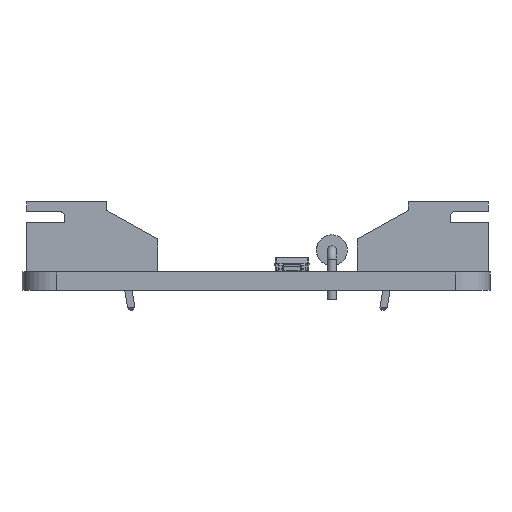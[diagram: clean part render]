
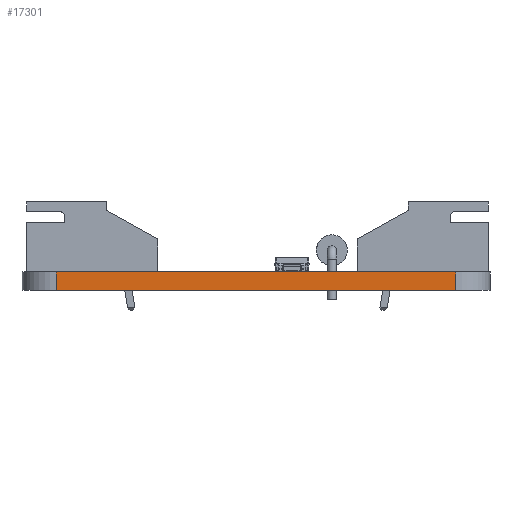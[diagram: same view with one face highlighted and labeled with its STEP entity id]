
A CAD part, left-side view. The second image highlights one B-rep face of the part: STEP entity #17301.
In plain terms, the highlighted planar face has unit normal (-1, 0, 0).
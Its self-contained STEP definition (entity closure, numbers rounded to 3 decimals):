
#15247 = CYLINDRICAL_SURFACE('',#15248,3.);
#15248 = AXIS2_PLACEMENT_3D('',#15249,#15250,#15251);
#15249 = CARTESIAN_POINT('',(126.,-68.,0.));
#15250 = DIRECTION('',(-0.,-0.,-1.));
#15251 = DIRECTION('',(1.,0.,-0.));
#15275 = PLANE('',#15276);
#15276 = AXIS2_PLACEMENT_3D('',#15277,#15278,#15279);
#15277 = CARTESIAN_POINT('',(146.,-50.5,1.6));
#15278 = DIRECTION('',(0.,0.,1.));
#15279 = DIRECTION('',(1.,0.,-0.));
#15329 = PLANE('',#15330);
#15330 = AXIS2_PLACEMENT_3D('',#15331,#15332,#15333);
#15331 = CARTESIAN_POINT('',(146.,-50.5,0.));
#15332 = DIRECTION('',(0.,0.,1.));
#15333 = DIRECTION('',(1.,0.,-0.));
#15344 = EDGE_CURVE('',#15345,#15347,#15349,.T.);
#15345 = VERTEX_POINT('',#15346);
#15346 = CARTESIAN_POINT('',(123.,-68.,0.));
#15347 = VERTEX_POINT('',#15348);
#15348 = CARTESIAN_POINT('',(123.,-68.,1.6));
#15349 = SURFACE_CURVE('',#15350,(#15354,#15361),.PCURVE_S1.);
#15350 = LINE('',#15351,#15352);
#15351 = CARTESIAN_POINT('',(123.,-68.,0.));
#15352 = VECTOR('',#15353,1.);
#15353 = DIRECTION('',(0.,0.,1.));
#15354 = PCURVE('',#15247,#15355);
#15355 = DEFINITIONAL_REPRESENTATION('',(#15356),#15360);
#15356 = LINE('',#15357,#15358);
#15357 = CARTESIAN_POINT('',(-3.142,0.));
#15358 = VECTOR('',#15359,1.);
#15359 = DIRECTION('',(-0.,-1.));
#15360 = ( GEOMETRIC_REPRESENTATION_CONTEXT(2) 
PARAMETRIC_REPRESENTATION_CONTEXT() REPRESENTATION_CONTEXT('2D SPACE',''
  ) );
#15361 = PCURVE('',#15362,#15367);
#15362 = PLANE('',#15363);
#15363 = AXIS2_PLACEMENT_3D('',#15364,#15365,#15366);
#15364 = CARTESIAN_POINT('',(123.,-33.,0.));
#15365 = DIRECTION('',(1.,0.,-0.));
#15366 = DIRECTION('',(0.,-1.,0.));
#15367 = DEFINITIONAL_REPRESENTATION('',(#15368),#15372);
#15368 = LINE('',#15369,#15370);
#15369 = CARTESIAN_POINT('',(35.,0.));
#15370 = VECTOR('',#15371,1.);
#15371 = DIRECTION('',(0.,-1.));
#15372 = ( GEOMETRIC_REPRESENTATION_CONTEXT(2) 
PARAMETRIC_REPRESENTATION_CONTEXT() REPRESENTATION_CONTEXT('2D SPACE',''
  ) );
#15583 = VERTEX_POINT('',#15584);
#15584 = CARTESIAN_POINT('',(123.,-33.,0.));
#15599 = CYLINDRICAL_SURFACE('',#15600,3.);
#15600 = AXIS2_PLACEMENT_3D('',#15601,#15602,#15603);
#15601 = CARTESIAN_POINT('',(126.,-33.,0.));
#15602 = DIRECTION('',(-0.,-0.,-1.));
#15603 = DIRECTION('',(1.,0.,-0.));
#15611 = EDGE_CURVE('',#15583,#15345,#15612,.T.);
#15612 = SURFACE_CURVE('',#15613,(#15617,#15624),.PCURVE_S1.);
#15613 = LINE('',#15614,#15615);
#15614 = CARTESIAN_POINT('',(123.,-33.,0.));
#15615 = VECTOR('',#15616,1.);
#15616 = DIRECTION('',(0.,-1.,0.));
#15617 = PCURVE('',#15329,#15618);
#15618 = DEFINITIONAL_REPRESENTATION('',(#15619),#15623);
#15619 = LINE('',#15620,#15621);
#15620 = CARTESIAN_POINT('',(-23.,17.5));
#15621 = VECTOR('',#15622,1.);
#15622 = DIRECTION('',(0.,-1.));
#15623 = ( GEOMETRIC_REPRESENTATION_CONTEXT(2) 
PARAMETRIC_REPRESENTATION_CONTEXT() REPRESENTATION_CONTEXT('2D SPACE',''
  ) );
#15624 = PCURVE('',#15362,#15625);
#15625 = DEFINITIONAL_REPRESENTATION('',(#15626),#15630);
#15626 = LINE('',#15627,#15628);
#15627 = CARTESIAN_POINT('',(0.,0.));
#15628 = VECTOR('',#15629,1.);
#15629 = DIRECTION('',(1.,0.));
#15630 = ( GEOMETRIC_REPRESENTATION_CONTEXT(2) 
PARAMETRIC_REPRESENTATION_CONTEXT() REPRESENTATION_CONTEXT('2D SPACE',''
  ) );
#16553 = VERTEX_POINT('',#16554);
#16554 = CARTESIAN_POINT('',(123.,-33.,1.6));
#16576 = EDGE_CURVE('',#16553,#15347,#16577,.T.);
#16577 = SURFACE_CURVE('',#16578,(#16582,#16589),.PCURVE_S1.);
#16578 = LINE('',#16579,#16580);
#16579 = CARTESIAN_POINT('',(123.,-33.,1.6));
#16580 = VECTOR('',#16581,1.);
#16581 = DIRECTION('',(0.,-1.,0.));
#16582 = PCURVE('',#15275,#16583);
#16583 = DEFINITIONAL_REPRESENTATION('',(#16584),#16588);
#16584 = LINE('',#16585,#16586);
#16585 = CARTESIAN_POINT('',(-23.,17.5));
#16586 = VECTOR('',#16587,1.);
#16587 = DIRECTION('',(0.,-1.));
#16588 = ( GEOMETRIC_REPRESENTATION_CONTEXT(2) 
PARAMETRIC_REPRESENTATION_CONTEXT() REPRESENTATION_CONTEXT('2D SPACE',''
  ) );
#16589 = PCURVE('',#15362,#16590);
#16590 = DEFINITIONAL_REPRESENTATION('',(#16591),#16595);
#16591 = LINE('',#16592,#16593);
#16592 = CARTESIAN_POINT('',(0.,-1.6));
#16593 = VECTOR('',#16594,1.);
#16594 = DIRECTION('',(1.,0.));
#16595 = ( GEOMETRIC_REPRESENTATION_CONTEXT(2) 
PARAMETRIC_REPRESENTATION_CONTEXT() REPRESENTATION_CONTEXT('2D SPACE',''
  ) );
#17301 = ADVANCED_FACE('',(#17302),#15362,.F.);
#17302 = FACE_BOUND('',#17303,.F.);
#17303 = EDGE_LOOP('',(#17304,#17325,#17326,#17327));
#17304 = ORIENTED_EDGE('',*,*,#17305,.T.);
#17305 = EDGE_CURVE('',#15583,#16553,#17306,.T.);
#17306 = SURFACE_CURVE('',#17307,(#17311,#17318),.PCURVE_S1.);
#17307 = LINE('',#17308,#17309);
#17308 = CARTESIAN_POINT('',(123.,-33.,0.));
#17309 = VECTOR('',#17310,1.);
#17310 = DIRECTION('',(0.,0.,1.));
#17311 = PCURVE('',#15362,#17312);
#17312 = DEFINITIONAL_REPRESENTATION('',(#17313),#17317);
#17313 = LINE('',#17314,#17315);
#17314 = CARTESIAN_POINT('',(0.,0.));
#17315 = VECTOR('',#17316,1.);
#17316 = DIRECTION('',(0.,-1.));
#17317 = ( GEOMETRIC_REPRESENTATION_CONTEXT(2) 
PARAMETRIC_REPRESENTATION_CONTEXT() REPRESENTATION_CONTEXT('2D SPACE',''
  ) );
#17318 = PCURVE('',#15599,#17319);
#17319 = DEFINITIONAL_REPRESENTATION('',(#17320),#17324);
#17320 = LINE('',#17321,#17322);
#17321 = CARTESIAN_POINT('',(-3.142,0.));
#17322 = VECTOR('',#17323,1.);
#17323 = DIRECTION('',(-0.,-1.));
#17324 = ( GEOMETRIC_REPRESENTATION_CONTEXT(2) 
PARAMETRIC_REPRESENTATION_CONTEXT() REPRESENTATION_CONTEXT('2D SPACE',''
  ) );
#17325 = ORIENTED_EDGE('',*,*,#16576,.T.);
#17326 = ORIENTED_EDGE('',*,*,#15344,.F.);
#17327 = ORIENTED_EDGE('',*,*,#15611,.F.);
